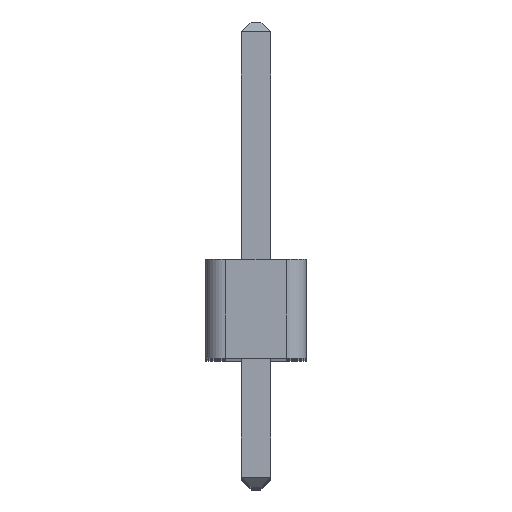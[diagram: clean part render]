
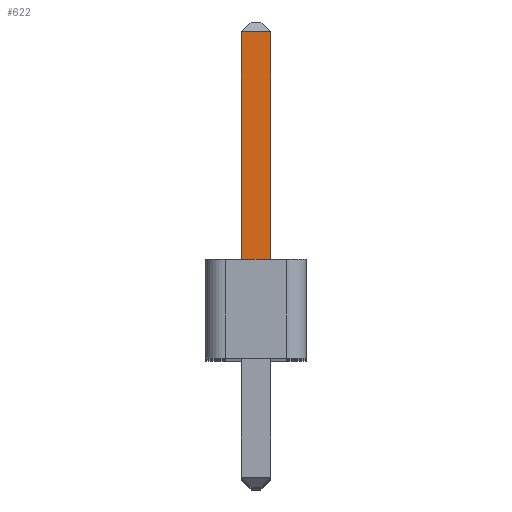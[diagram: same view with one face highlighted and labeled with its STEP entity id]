
A CAD part, top view. The second image highlights one B-rep face of the part: STEP entity #622.
In plain terms, the highlighted planar face has unit normal (0, 0, 1).
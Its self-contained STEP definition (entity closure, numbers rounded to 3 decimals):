
#622 = ADVANCED_FACE ( 'NONE', ( #8703 ), #10933, .T. ) ;
#1944 = DIRECTION ( 'NONE',  ( 1., 0., 0. ) ) ;
#2261 = DIRECTION ( 'NONE',  ( 0., 1., 0. ) ) ;
#2274 = EDGE_CURVE ( 'NONE', #9031, #8911, #5597, .T. ) ;
#2393 = CARTESIAN_POINT ( 'NONE',  ( 0.375, 2.5, 0.375 ) ) ;
#2413 = VECTOR ( 'NONE', #8271, 1000. ) ;
#2657 = VERTEX_POINT ( 'NONE', #3582 ) ;
#2703 = CARTESIAN_POINT ( 'NONE',  ( 0.375, -3.25, 0.375 ) ) ;
#2845 = DIRECTION ( 'NONE',  ( 1., 0., 0. ) ) ;
#3582 = CARTESIAN_POINT ( 'NONE',  ( 0.375, 8.25, 0.375 ) ) ;
#4388 = LINE ( 'NONE', #8993, #2413 ) ;
#4573 = VECTOR ( 'NONE', #7340, 1000. ) ;
#4666 = VECTOR ( 'NONE', #2261, 1000. ) ;
#5472 = ORIENTED_EDGE ( 'NONE', *, *, #6422, .F. ) ;
#5476 = CARTESIAN_POINT ( 'NONE',  ( 0.375, -3.25, 0.375 ) ) ;
#5597 = LINE ( 'NONE', #6645, #7049 ) ;
#6097 = VERTEX_POINT ( 'NONE', #6335 ) ;
#6213 = AXIS2_PLACEMENT_3D ( 'NONE', #5476, #9030, #1944 ) ;
#6216 = EDGE_CURVE ( 'NONE', #2657, #6097, #4388, .T. ) ;
#6335 = CARTESIAN_POINT ( 'NONE',  ( -0.375, 8.25, 0.375 ) ) ;
#6417 = LINE ( 'NONE', #2703, #4573 ) ;
#6422 = EDGE_CURVE ( 'NONE', #9031, #6097, #7789, .T. ) ;
#6645 = CARTESIAN_POINT ( 'NONE',  ( 0.77, 2.5, 0.375 ) ) ;
#6770 = CARTESIAN_POINT ( 'NONE',  ( -0.375, -3.25, 0.375 ) ) ;
#7049 = VECTOR ( 'NONE', #2845, 1000. ) ;
#7340 = DIRECTION ( 'NONE',  ( 0., 1., 0. ) ) ;
#7454 = ORIENTED_EDGE ( 'NONE', *, *, #6216, .T. ) ;
#7789 = LINE ( 'NONE', #6770, #4666 ) ;
#8176 = CARTESIAN_POINT ( 'NONE',  ( -0.375, 2.5, 0.375 ) ) ;
#8271 = DIRECTION ( 'NONE',  ( -1., 0., 0. ) ) ;
#8703 = FACE_OUTER_BOUND ( 'NONE', #10448, .T. ) ;
#8766 = ORIENTED_EDGE ( 'NONE', *, *, #2274, .T. ) ;
#8911 = VERTEX_POINT ( 'NONE', #2393 ) ;
#8993 = CARTESIAN_POINT ( 'NONE',  ( -0.375, 8.25, 0.375 ) ) ;
#9030 = DIRECTION ( 'NONE',  ( 0., 0., 1. ) ) ;
#9031 = VERTEX_POINT ( 'NONE', #8176 ) ;
#9486 = ORIENTED_EDGE ( 'NONE', *, *, #11718, .T. ) ;
#10448 = EDGE_LOOP ( 'NONE', ( #9486, #7454, #5472, #8766 ) ) ;
#10933 = PLANE ( 'NONE',  #6213 ) ;
#11718 = EDGE_CURVE ( 'NONE', #8911, #2657, #6417, .T. ) ;
